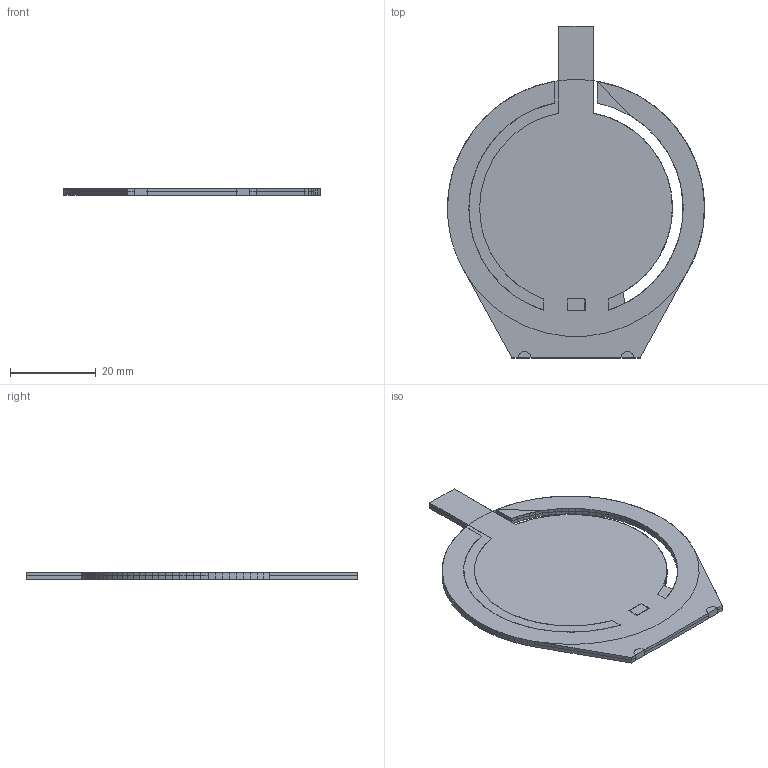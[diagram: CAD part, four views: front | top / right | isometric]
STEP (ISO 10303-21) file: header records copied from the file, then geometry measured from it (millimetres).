
FILE_DESCRIPTION(('Open CASCADE Model'),'2;1');
FILE_NAME('Open CASCADE Shape Model','2024-02-15T08:45:25',('Author'),( 'Open CASCADE'),'Open CASCADE STEP processor 7.5','Open CASCADE 7.5' ,'Unknown');
FILE_SCHEMA(('AUTOMOTIVE_DESIGN { 1 0 10303 214 1 1 1 1 }'));
Length unit declared in the file: millimetre
Products named in the file (1): PCB
Bounding box: 60 x 77.5 x 1.58 mm (x, y, z)
Volume: 4488.3 mm3
Topology: 1 solids, 2 shells, 280 faces, 840 edges, 558 vertices
Faces by surface type: plane 269, cylinder 11
Entity records: 9207 total; most frequent: CARTESIAN_POINT 1661, ORIENTED_EDGE 1656, DIRECTION 1412, EDGE_CURVE 828, LINE 806, VECTOR 806, VERTEX_POINT 552, AXIS2_PLACEMENT_3D 303
